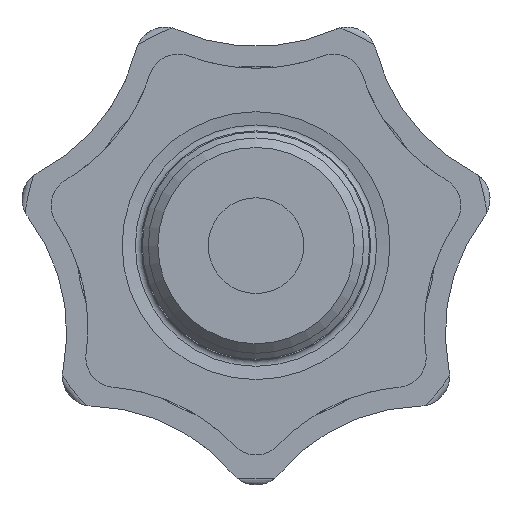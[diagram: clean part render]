
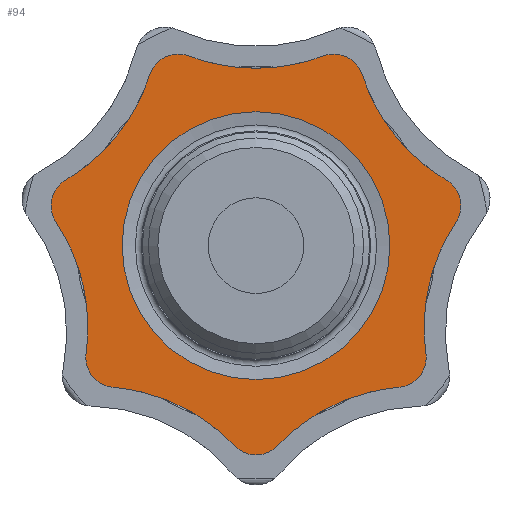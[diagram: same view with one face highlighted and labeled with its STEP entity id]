
A CAD part, front view. The second image highlights one B-rep face of the part: STEP entity #94.
In plain terms, the highlighted planar face has unit normal (0, -1, 0).
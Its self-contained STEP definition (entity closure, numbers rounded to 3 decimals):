
#94 = ADVANCED_FACE( '', ( #231, #232 ), #233, .F. );
#231 = FACE_OUTER_BOUND( '', #419, .T. );
#232 = FACE_BOUND( '', #420, .T. );
#233 = PLANE( '', #421 );
#419 = EDGE_LOOP( '', ( #635, #636, #637, #638, #639, #640, #641, #642, #643, #644, #645, #646, #647, #648 ) );
#420 = EDGE_LOOP( '', ( #649 ) );
#421 = AXIS2_PLACEMENT_3D( '', #650, #651, #652 );
#635 = ORIENTED_EDGE( '', *, *, #1139, .T. );
#636 = ORIENTED_EDGE( '', *, *, #1140, .F. );
#637 = ORIENTED_EDGE( '', *, *, #1141, .T. );
#638 = ORIENTED_EDGE( '', *, *, #1132, .F. );
#639 = ORIENTED_EDGE( '', *, *, #1136, .T. );
#640 = ORIENTED_EDGE( '', *, *, #1142, .F. );
#641 = ORIENTED_EDGE( '', *, *, #1143, .T. );
#642 = ORIENTED_EDGE( '', *, *, #1144, .F. );
#643 = ORIENTED_EDGE( '', *, *, #1123, .T. );
#644 = ORIENTED_EDGE( '', *, *, #1145, .F. );
#645 = ORIENTED_EDGE( '', *, *, #1146, .T. );
#646 = ORIENTED_EDGE( '', *, *, #1109, .F. );
#647 = ORIENTED_EDGE( '', *, *, #1147, .T. );
#648 = ORIENTED_EDGE( '', *, *, #1114, .F. );
#649 = ORIENTED_EDGE( '', *, *, #1148, .F. );
#650 = CARTESIAN_POINT( '', ( -20.893, 21.4, -8.107 ) );
#651 = DIRECTION( '', ( 0., 1., 0. ) );
#652 = DIRECTION( '', ( 0., 0., 1. ) );
#1109 = EDGE_CURVE( '', #1319, #1314, #1321, .T. );
#1114 = EDGE_CURVE( '', #1328, #1323, #1330, .T. );
#1123 = EDGE_CURVE( '', #1345, #1342, #1346, .T. );
#1132 = EDGE_CURVE( '', #1360, #1355, #1362, .T. );
#1136 = EDGE_CURVE( '', #1360, #1366, #1368, .T. );
#1139 = EDGE_CURVE( '', #1328, #1371, #1372, .T. );
#1140 = EDGE_CURVE( '', #1373, #1371, #1374, .T. );
#1141 = EDGE_CURVE( '', #1373, #1355, #1375, .T. );
#1142 = EDGE_CURVE( '', #1376, #1366, #1377, .T. );
#1143 = EDGE_CURVE( '', #1376, #1378, #1379, .T. );
#1144 = EDGE_CURVE( '', #1345, #1378, #1380, .T. );
#1145 = EDGE_CURVE( '', #1381, #1342, #1382, .T. );
#1146 = EDGE_CURVE( '', #1381, #1314, #1383, .T. );
#1147 = EDGE_CURVE( '', #1319, #1323, #1384, .T. );
#1148 = EDGE_CURVE( '', #1385, #1385, #1386, .F. );
#1314 = VERTEX_POINT( '', #1630 );
#1319 = VERTEX_POINT( '', #1636 );
#1321 = CIRCLE( '', #1639, 2.5 );
#1323 = VERTEX_POINT( '', #1641 );
#1328 = VERTEX_POINT( '', #1647 );
#1330 = CIRCLE( '', #1650, 2.5 );
#1342 = VERTEX_POINT( '', #1671 );
#1345 = VERTEX_POINT( '', #1675 );
#1346 = CIRCLE( '', #1676, 16. );
#1355 = VERTEX_POINT( '', #1695 );
#1360 = VERTEX_POINT( '', #1701 );
#1362 = CIRCLE( '', #1704, 2.5 );
#1366 = VERTEX_POINT( '', #1708 );
#1368 = CIRCLE( '', #1711, 16. );
#1371 = VERTEX_POINT( '', #1714 );
#1372 = CIRCLE( '', #1715, 16. );
#1373 = VERTEX_POINT( '', #1716 );
#1374 = CIRCLE( '', #1717, 2.5 );
#1375 = CIRCLE( '', #1718, 16. );
#1376 = VERTEX_POINT( '', #1719 );
#1377 = CIRCLE( '', #1720, 2.5 );
#1378 = VERTEX_POINT( '', #1721 );
#1379 = CIRCLE( '', #1722, 16. );
#1380 = CIRCLE( '', #1723, 2.5 );
#1381 = VERTEX_POINT( '', #1724 );
#1382 = CIRCLE( '', #1725, 2.5 );
#1383 = CIRCLE( '', #1726, 16. );
#1384 = CIRCLE( '', #1727, 16. );
#1385 = VERTEX_POINT( '', #1728 );
#1386 = CIRCLE( '', #1729, 11.193 );
#1630 = CARTESIAN_POINT( '', ( -5.629, 21.4, 15.855 ) );
#1636 = CARTESIAN_POINT( '', ( -8.886, 21.4, 14.286 ) );
#1639 = AXIS2_PLACEMENT_3D( '', #2480, #2481, #2482 );
#1641 = CARTESIAN_POINT( '', ( -15.905, 21.4, 5.485 ) );
#1647 = CARTESIAN_POINT( '', ( -16.71, 21.4, 1.96 ) );
#1650 = AXIS2_PLACEMENT_3D( '', #2488, #2489, #2490 );
#1671 = CARTESIAN_POINT( '', ( 8.886, 21.4, 14.286 ) );
#1675 = CARTESIAN_POINT( '', ( 15.905, 21.4, 5.485 ) );
#1676 = AXIS2_PLACEMENT_3D( '', #2501, #2502, #2503 );
#1695 = CARTESIAN_POINT( '', ( -1.808, 21.4, -16.727 ) );
#1701 = CARTESIAN_POINT( '', ( 1.808, 21.4, -16.727 ) );
#1704 = AXIS2_PLACEMENT_3D( '', #2516, #2517, #2518 );
#1708 = CARTESIAN_POINT( '', ( 11.95, 21.4, -11.842 ) );
#1711 = AXIS2_PLACEMENT_3D( '', #2523, #2524, #2525 );
#1714 = CARTESIAN_POINT( '', ( -14.205, 21.4, -9.016 ) );
#1715 = AXIS2_PLACEMENT_3D( '', #2529, #2530, #2531 );
#1716 = CARTESIAN_POINT( '', ( -11.95, 21.4, -11.842 ) );
#1717 = AXIS2_PLACEMENT_3D( '', #2532, #2533, #2534 );
#1718 = AXIS2_PLACEMENT_3D( '', #2535, #2536, #2537 );
#1719 = CARTESIAN_POINT( '', ( 14.205, 21.4, -9.016 ) );
#1720 = AXIS2_PLACEMENT_3D( '', #2538, #2539, #2540 );
#1721 = CARTESIAN_POINT( '', ( 16.71, 21.4, 1.96 ) );
#1722 = AXIS2_PLACEMENT_3D( '', #2541, #2542, #2543 );
#1723 = AXIS2_PLACEMENT_3D( '', #2544, #2545, #2546 );
#1724 = CARTESIAN_POINT( '', ( 5.629, 21.4, 15.855 ) );
#1725 = AXIS2_PLACEMENT_3D( '', #2547, #2548, #2549 );
#1726 = AXIS2_PLACEMENT_3D( '', #2550, #2551, #2552 );
#1727 = AXIS2_PLACEMENT_3D( '', #2553, #2554, #2555 );
#1728 = CARTESIAN_POINT( '', ( 0., 21.4, 11.193 ) );
#1729 = AXIS2_PLACEMENT_3D( '', #2556, #2557, #2558 );
#2480 = CARTESIAN_POINT( '', ( -6.508, 21.4, 13.515 ) );
#2481 = DIRECTION( '', ( 0., 1., 0. ) );
#2482 = DIRECTION( '', ( 1., 0., 0. ) );
#2488 = CARTESIAN_POINT( '', ( -14.624, 21.4, 3.338 ) );
#2489 = DIRECTION( '', ( 0., 1., 0. ) );
#2490 = DIRECTION( '', ( 1., 0., 0. ) );
#2501 = CARTESIAN_POINT( '', ( 24.105, 21.4, 19.223 ) );
#2502 = DIRECTION( '', ( 0., 1., 0. ) );
#2503 = DIRECTION( '', ( 1., 0., 0. ) );
#2516 = CARTESIAN_POINT( '', ( 0., 21.4, -15. ) );
#2517 = DIRECTION( '', ( 0., 1., 0. ) );
#2518 = DIRECTION( '', ( 1., 0., 0. ) );
#2523 = CARTESIAN_POINT( '', ( 13.377, 21.4, -27.779 ) );
#2524 = DIRECTION( '', ( 0., 1., 0. ) );
#2525 = DIRECTION( '', ( 1., 0., 0. ) );
#2529 = CARTESIAN_POINT( '', ( -30.059, 21.4, -6.861 ) );
#2530 = DIRECTION( '', ( 0., 1., 0. ) );
#2531 = DIRECTION( '', ( 1., 0., 0. ) );
#2532 = CARTESIAN_POINT( '', ( -11.727, 21.4, -9.352 ) );
#2533 = DIRECTION( '', ( 0., 1., 0. ) );
#2534 = DIRECTION( '', ( 1., 0., 0. ) );
#2535 = CARTESIAN_POINT( '', ( -13.377, 21.4, -27.779 ) );
#2536 = DIRECTION( '', ( 0., 1., 0. ) );
#2537 = DIRECTION( '', ( 1., 0., 0. ) );
#2538 = CARTESIAN_POINT( '', ( 11.727, 21.4, -9.352 ) );
#2539 = DIRECTION( '', ( 0., 1., 0. ) );
#2540 = DIRECTION( '', ( 1., 0., 0. ) );
#2541 = CARTESIAN_POINT( '', ( 30.059, 21.4, -6.861 ) );
#2542 = DIRECTION( '', ( 0., 1., 0. ) );
#2543 = DIRECTION( '', ( 1., 0., 0. ) );
#2544 = CARTESIAN_POINT( '', ( 14.624, 21.4, 3.338 ) );
#2545 = DIRECTION( '', ( 0., 1., 0. ) );
#2546 = DIRECTION( '', ( 1., 0., 0. ) );
#2547 = CARTESIAN_POINT( '', ( 6.508, 21.4, 13.515 ) );
#2548 = DIRECTION( '', ( 0., 1., 0. ) );
#2549 = DIRECTION( '', ( 1., 0., 0. ) );
#2550 = CARTESIAN_POINT( '', ( 0., 21.4, 30.832 ) );
#2551 = DIRECTION( '', ( 0., 1., 0. ) );
#2552 = DIRECTION( '', ( 1., 0., 0. ) );
#2553 = CARTESIAN_POINT( '', ( -24.105, 21.4, 19.223 ) );
#2554 = DIRECTION( '', ( 0., 1., 0. ) );
#2555 = DIRECTION( '', ( 1., 0., 0. ) );
#2556 = CARTESIAN_POINT( '', ( 0., 21.4, 0. ) );
#2557 = DIRECTION( '', ( 0., 1., 0. ) );
#2558 = DIRECTION( '', ( 0., 0., 1. ) );
